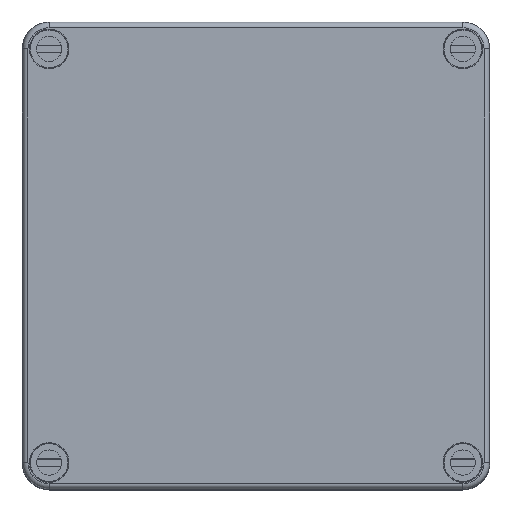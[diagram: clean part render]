
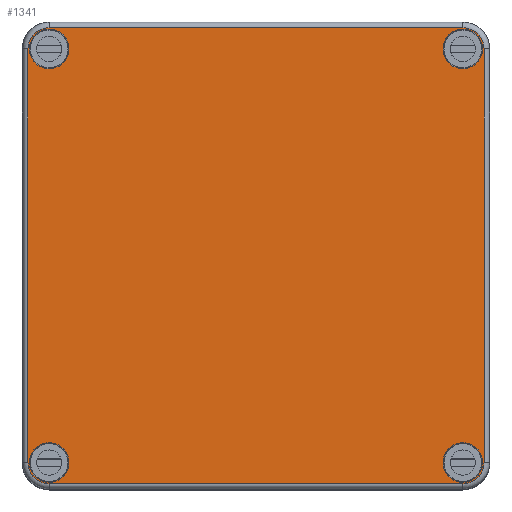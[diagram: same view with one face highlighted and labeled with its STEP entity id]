
A CAD part, top view. The second image highlights one B-rep face of the part: STEP entity #1341.
In plain terms, the highlighted planar face has unit normal (0, 0, 1).
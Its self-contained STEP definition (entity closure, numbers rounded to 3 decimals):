
#1341 = ADVANCED_FACE( '', ( #2923, #2924, #2925, #2926, #2927 ), #2928, .F. );
#2923 = FACE_BOUND( '', #4762, .T. );
#2924 = FACE_BOUND( '', #4763, .T. );
#2925 = FACE_BOUND( '', #4764, .T. );
#2926 = FACE_BOUND( '', #4765, .T. );
#2927 = FACE_OUTER_BOUND( '', #4766, .T. );
#2928 = PLANE( '', #4767 );
#4762 = EDGE_LOOP( '', ( #8416 ) );
#4763 = EDGE_LOOP( '', ( #8417 ) );
#4764 = EDGE_LOOP( '', ( #8418 ) );
#4765 = EDGE_LOOP( '', ( #8419 ) );
#4766 = EDGE_LOOP( '', ( #8420, #8421, #8422, #8423, #8424, #8425, #8426, #8427 ) );
#4767 = AXIS2_PLACEMENT_3D( '', #8428, #8429, #8430 );
#8416 = ORIENTED_EDGE( '', *, *, #11188, .F. );
#8417 = ORIENTED_EDGE( '', *, *, #10514, .F. );
#8418 = ORIENTED_EDGE( '', *, *, #10735, .F. );
#8419 = ORIENTED_EDGE( '', *, *, #11668, .F. );
#8420 = ORIENTED_EDGE( '', *, *, #10246, .T. );
#8421 = ORIENTED_EDGE( '', *, *, #11669, .F. );
#8422 = ORIENTED_EDGE( '', *, *, #11670, .T. );
#8423 = ORIENTED_EDGE( '', *, *, #11671, .T. );
#8424 = ORIENTED_EDGE( '', *, *, #11672, .F. );
#8425 = ORIENTED_EDGE( '', *, *, #11619, .T. );
#8426 = ORIENTED_EDGE( '', *, *, #11432, .F. );
#8427 = ORIENTED_EDGE( '', *, *, #11673, .F. );
#8428 = CARTESIAN_POINT( '', ( -63.382, 57.5, 15. ) );
#8429 = DIRECTION( '', ( 0., 0., -1. ) );
#8430 = DIRECTION( '', ( -1., 0., 0. ) );
#10246 = EDGE_CURVE( '', #12081, #12082, #12083, .T. );
#10514 = EDGE_CURVE( '', #12562, #12562, #12563, .T. );
#10735 = EDGE_CURVE( '', #12932, #12932, #12933, .T. );
#11188 = EDGE_CURVE( '', #13648, #13648, #13649, .T. );
#11432 = EDGE_CURVE( '', #14008, #14010, #14011, .T. );
#11619 = EDGE_CURVE( '', #14251, #14010, #14252, .T. );
#11668 = EDGE_CURVE( '', #14312, #14312, #14313, .T. );
#11669 = EDGE_CURVE( '', #14314, #12082, #14315, .T. );
#11670 = EDGE_CURVE( '', #14314, #14316, #14317, .T. );
#11671 = EDGE_CURVE( '', #14316, #14318, #14319, .T. );
#11672 = EDGE_CURVE( '', #14251, #14318, #14320, .T. );
#11673 = EDGE_CURVE( '', #12081, #14008, #14321, .T. );
#12081 = VERTEX_POINT( '', #14786 );
#12082 = VERTEX_POINT( '', #14787 );
#12083 = CIRCLE( '', #14788, 5.882 );
#12562 = VERTEX_POINT( '', #15405 );
#12563 = CIRCLE( '', #15406, 5.5 );
#12932 = VERTEX_POINT( '', #15885 );
#12933 = CIRCLE( '', #15886, 5.5 );
#13648 = VERTEX_POINT( '', #16828 );
#13649 = CIRCLE( '', #16829, 5.5 );
#14008 = VERTEX_POINT( '', #17351 );
#14010 = VERTEX_POINT( '', #17353 );
#14011 = CIRCLE( '', #17354, 5.882 );
#14251 = VERTEX_POINT( '', #17715 );
#14252 = LINE( '', #17716, #17717 );
#14312 = VERTEX_POINT( '', #17793 );
#14313 = CIRCLE( '', #17794, 5.5 );
#14314 = VERTEX_POINT( '', #17795 );
#14315 = LINE( '', #17796, #17797 );
#14316 = VERTEX_POINT( '', #17798 );
#14317 = CIRCLE( '', #17799, 5.882 );
#14318 = VERTEX_POINT( '', #17800 );
#14319 = LINE( '', #17801, #17802 );
#14320 = CIRCLE( '', #17803, 5.882 );
#14321 = LINE( '', #17804, #17805 );
#14786 = CARTESIAN_POINT( '', ( 57.5, -63.382, 15. ) );
#14787 = CARTESIAN_POINT( '', ( 63.382, -57.5, 15. ) );
#14788 = AXIS2_PLACEMENT_3D( '', #18363, #18364, #18365 );
#15405 = CARTESIAN_POINT( '', ( 63., -57.5, 15. ) );
#15406 = AXIS2_PLACEMENT_3D( '', #18753, #18754, #18755 );
#15885 = CARTESIAN_POINT( '', ( -52., 57.5, 15. ) );
#15886 = AXIS2_PLACEMENT_3D( '', #19070, #19071, #19072 );
#16828 = CARTESIAN_POINT( '', ( -52., -57.5, 15. ) );
#16829 = AXIS2_PLACEMENT_3D( '', #19666, #19667, #19668 );
#17351 = CARTESIAN_POINT( '', ( -57.5, -63.382, 15. ) );
#17353 = CARTESIAN_POINT( '', ( -63.382, -57.5, 15. ) );
#17354 = AXIS2_PLACEMENT_3D( '', #20004, #20005, #20006 );
#17715 = CARTESIAN_POINT( '', ( -63.382, 57.5, 15. ) );
#17716 = CARTESIAN_POINT( '', ( -63.382, 57.5, 15. ) );
#17717 = VECTOR( '', #20225, 1000. );
#17793 = CARTESIAN_POINT( '', ( 63., 57.5, 15. ) );
#17794 = AXIS2_PLACEMENT_3D( '', #20275, #20276, #20277 );
#17795 = CARTESIAN_POINT( '', ( 63.382, 57.5, 15. ) );
#17796 = CARTESIAN_POINT( '', ( 63.382, 57.5, 15. ) );
#17797 = VECTOR( '', #20278, 1000. );
#17798 = CARTESIAN_POINT( '', ( 57.5, 63.382, 15. ) );
#17799 = AXIS2_PLACEMENT_3D( '', #20279, #20280, #20281 );
#17800 = CARTESIAN_POINT( '', ( -57.5, 63.382, 15. ) );
#17801 = CARTESIAN_POINT( '', ( 57.5, 63.382, 15. ) );
#17802 = VECTOR( '', #20282, 1000. );
#17803 = AXIS2_PLACEMENT_3D( '', #20283, #20284, #20285 );
#17804 = CARTESIAN_POINT( '', ( 57.5, -63.382, 15. ) );
#17805 = VECTOR( '', #20286, 1000. );
#18363 = CARTESIAN_POINT( '', ( 57.5, -57.5, 15. ) );
#18364 = DIRECTION( '', ( 0., 0., 1. ) );
#18365 = DIRECTION( '', ( 1., 0., 0. ) );
#18753 = CARTESIAN_POINT( '', ( 57.5, -57.5, 15. ) );
#18754 = DIRECTION( '', ( 0., 0., 1. ) );
#18755 = DIRECTION( '', ( 1., 0., 0. ) );
#19070 = CARTESIAN_POINT( '', ( -57.5, 57.5, 15. ) );
#19071 = DIRECTION( '', ( 0., 0., 1. ) );
#19072 = DIRECTION( '', ( 1., 0., 0. ) );
#19666 = CARTESIAN_POINT( '', ( -57.5, -57.5, 15. ) );
#19667 = DIRECTION( '', ( 0., 0., 1. ) );
#19668 = DIRECTION( '', ( 1., 0., 0. ) );
#20004 = CARTESIAN_POINT( '', ( -57.5, -57.5, 15. ) );
#20005 = DIRECTION( '', ( 0., 0., -1. ) );
#20006 = DIRECTION( '', ( -1., 0., 0. ) );
#20225 = DIRECTION( '', ( 0., -1., 0. ) );
#20275 = CARTESIAN_POINT( '', ( 57.5, 57.5, 15. ) );
#20276 = DIRECTION( '', ( 0., 0., 1. ) );
#20277 = DIRECTION( '', ( 1., 0., 0. ) );
#20278 = DIRECTION( '', ( 0., -1., 0. ) );
#20279 = CARTESIAN_POINT( '', ( 57.5, 57.5, 15. ) );
#20280 = DIRECTION( '', ( 0., 0., 1. ) );
#20281 = DIRECTION( '', ( 1., 0., 0. ) );
#20282 = DIRECTION( '', ( -1., 0., 0. ) );
#20283 = CARTESIAN_POINT( '', ( -57.5, 57.5, 15. ) );
#20284 = DIRECTION( '', ( 0., 0., -1. ) );
#20285 = DIRECTION( '', ( -1., 0., 0. ) );
#20286 = DIRECTION( '', ( -1., 0., 0. ) );
